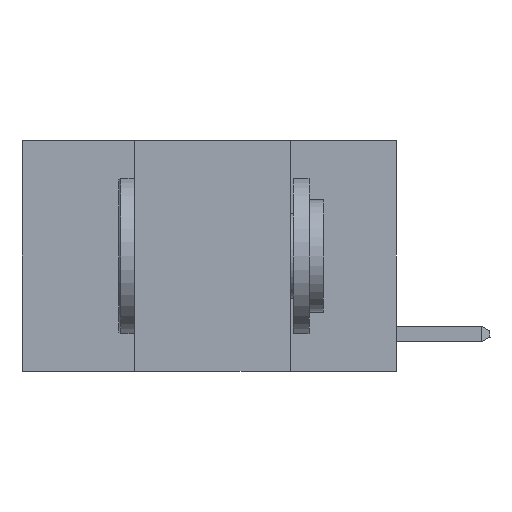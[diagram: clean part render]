
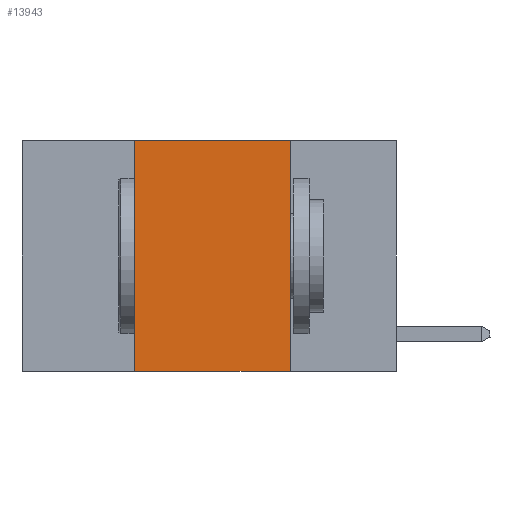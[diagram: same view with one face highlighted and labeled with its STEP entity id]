
A CAD part, left-side view. The second image highlights one B-rep face of the part: STEP entity #13943.
In plain terms, the highlighted planar face has unit normal (-1, 0, 0).
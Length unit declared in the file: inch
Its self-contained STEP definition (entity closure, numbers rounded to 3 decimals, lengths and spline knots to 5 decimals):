
#253 = AXIS2_PLACEMENT_3D ( 'NONE', #2976, #16438, #7530 ) ;
#350 = FACE_OUTER_BOUND ( 'NONE', #1938, .T. ) ;
#526 = DIRECTION ( 'NONE',  ( 0., -1., 0. ) ) ;
#786 = ORIENTED_EDGE ( 'NONE', *, *, #5928, .T. ) ;
#1938 = EDGE_LOOP ( 'NONE', ( #8027, #8503, #16439, #786 ) ) ;
#2976 = CARTESIAN_POINT ( 'NONE',  ( 0., 0.6, 0. ) ) ;
#5901 = VERTEX_POINT ( 'NONE', #13938 ) ;
#5928 = EDGE_CURVE ( 'NONE', #17970, #6362, #7469, .T. ) ;
#6041 = PLANE ( 'NONE',  #253 ) ;
#6267 = VECTOR ( 'NONE', #18429, 39.37008 ) ;
#6362 = VERTEX_POINT ( 'NONE', #17328 ) ;
#6551 = CARTESIAN_POINT ( 'NONE',  ( 0., 0.6, -0.37 ) ) ;
#6909 = EDGE_CURVE ( 'NONE', #17970, #10398, #7200, .T. ) ;
#7200 = LINE ( 'NONE', #14029, #6267 ) ;
#7469 = LINE ( 'NONE', #6551, #11423 ) ;
#7530 = DIRECTION ( 'NONE',  ( 0., 0., -1. ) ) ;
#8027 = ORIENTED_EDGE ( 'NONE', *, *, #8872, .F. ) ;
#8503 = ORIENTED_EDGE ( 'NONE', *, *, #18628, .F. ) ;
#8853 = DIRECTION ( 'NONE',  ( 0., 0., -1. ) ) ;
#8872 = EDGE_CURVE ( 'NONE', #5901, #6362, #18712, .T. ) ;
#9648 = CARTESIAN_POINT ( 'NONE',  ( 0., 0.42, 0. ) ) ;
#10398 = VERTEX_POINT ( 'NONE', #9648 ) ;
#11058 = CARTESIAN_POINT ( 'NONE',  ( 0., 0.42, -0.37 ) ) ;
#11423 = VECTOR ( 'NONE', #16962, 39.37008 ) ;
#13938 = CARTESIAN_POINT ( 'NONE',  ( 0., 0.17, 0. ) ) ;
#13943 = ADVANCED_FACE ( 'NONE', ( #350 ), #6041, .F. ) ;
#14029 = CARTESIAN_POINT ( 'NONE',  ( 0., 0.42, 0. ) ) ;
#14811 = CARTESIAN_POINT ( 'NONE',  ( 0., 0.17, 0. ) ) ;
#14825 = VECTOR ( 'NONE', #8853, 39.37008 ) ;
#15655 = CARTESIAN_POINT ( 'NONE',  ( 0., 0.6, 0. ) ) ;
#16438 = DIRECTION ( 'NONE',  ( 1., 0., 0. ) ) ;
#16439 = ORIENTED_EDGE ( 'NONE', *, *, #6909, .F. ) ;
#16962 = DIRECTION ( 'NONE',  ( 0., -1., 0. ) ) ;
#17328 = CARTESIAN_POINT ( 'NONE',  ( 0., 0.17, -0.37 ) ) ;
#17919 = VECTOR ( 'NONE', #526, 39.37008 ) ;
#17970 = VERTEX_POINT ( 'NONE', #11058 ) ;
#18348 = LINE ( 'NONE', #15655, #17919 ) ;
#18429 = DIRECTION ( 'NONE',  ( 0., 0., 1. ) ) ;
#18628 = EDGE_CURVE ( 'NONE', #10398, #5901, #18348, .T. ) ;
#18712 = LINE ( 'NONE', #14811, #14825 ) ;
